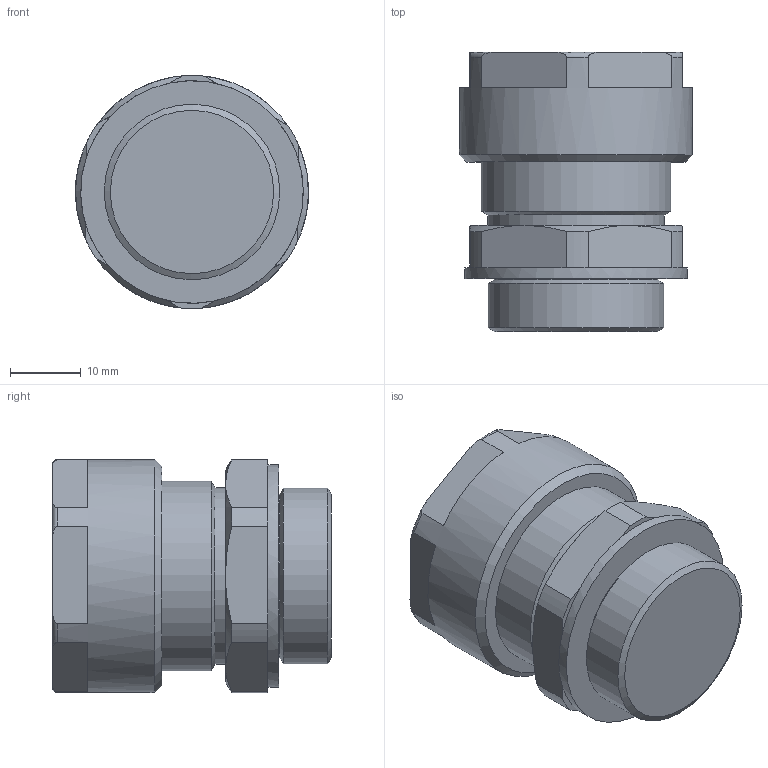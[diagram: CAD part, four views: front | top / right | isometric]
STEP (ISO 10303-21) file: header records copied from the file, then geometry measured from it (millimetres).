
FILE_DESCRIPTION(/* description */ (''),/* implementation_level */ '2;1');
FILE_NAME(/* name */ '501 321_B M25.stp',/* time_stamp */ '2020-11-27T14:46:10+05:00',/* author */ ('jgandhi'),/* organization */ (''),/* preprocessor_version */ 'ST-DEVELOPER v18',/* originating_system */ 'Autodesk Inventor 2020',/* authorisation */ '');
FILE_SCHEMA (('AUTOMOTIVE_DESIGN { 1 0 10303 214 3 1 1 }'));
Length unit declared in the file: millimetre
Products named in the file (1): 501 321_B M25
Bounding box: 33 x 39.5 x 33 mm (x, y, z)
Volume: 27118.8 mm3; surface area: 5953.2 mm2
Topology: 1 solids, 1 shells, 63 faces, 159 edges, 101 vertices
Faces by surface type: plane 35, cylinder 12, cone 10, torus 6
Full cylindrical faces by diameter (mm): 23.12 x1, 24.85 x1, 25 x1, 26.85 x1, 31.5 x1, 33 x1
Entity records: 2113 total; most frequent: CARTESIAN_POINT 480, DIRECTION 334, ORIENTED_EDGE 318, EDGE_CURVE 159, AXIS2_PLACEMENT_3D 135, VERTEX_POINT 101, CIRCLE 71, EDGE_LOOP 66
